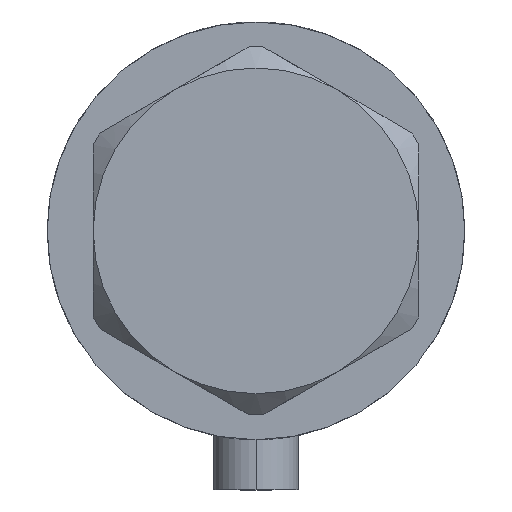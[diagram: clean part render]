
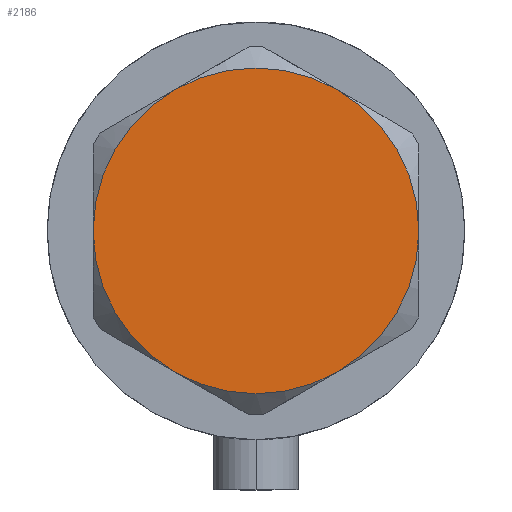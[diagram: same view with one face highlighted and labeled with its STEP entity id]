
A CAD part, left-side view. The second image highlights one B-rep face of the part: STEP entity #2186.
In plain terms, the highlighted face is planar.
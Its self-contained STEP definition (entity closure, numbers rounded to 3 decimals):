
#128 = CARTESIAN_POINT ( 'NONE',  ( -23., 0., 13. ) ) ;
#202 = VERTEX_POINT ( 'NONE', #3518 ) ;
#278 = CIRCLE ( 'NONE', #1992, 23. ) ;
#289 = CARTESIAN_POINT ( 'NONE',  ( 0., 0., 13. ) ) ;
#450 = DIRECTION ( 'NONE',  ( 1., 0., 0. ) ) ;
#516 = AXIS2_PLACEMENT_3D ( 'NONE', #3434, #4163, #450 ) ;
#518 = CARTESIAN_POINT ( 'NONE',  ( 0., 0., 13. ) ) ;
#520 = ORIENTED_EDGE ( 'NONE', *, *, #854, .T. ) ;
#765 = CARTESIAN_POINT ( 'NONE',  ( 0., 0., 13. ) ) ;
#854 = EDGE_CURVE ( 'NONE', #976, #4582, #2985, .T. ) ;
#867 = CARTESIAN_POINT ( 'NONE',  ( -11.5, -19.919, 13. ) ) ;
#908 = CIRCLE ( 'NONE', #3084, 23. ) ;
#926 = ORIENTED_EDGE ( 'NONE', *, *, #2741, .T. ) ;
#976 = VERTEX_POINT ( 'NONE', #4547 ) ;
#1018 = ORIENTED_EDGE ( 'NONE', *, *, #4592, .T. ) ;
#1148 = DIRECTION ( 'NONE',  ( 0., 0., 1. ) ) ;
#1181 = DIRECTION ( 'NONE',  ( 0., 0., 1. ) ) ;
#1334 = ORIENTED_EDGE ( 'NONE', *, *, #4063, .T. ) ;
#1422 = DIRECTION ( 'NONE',  ( 0., 0., 1. ) ) ;
#1589 = FACE_OUTER_BOUND ( 'NONE', #4677, .T. ) ;
#1726 = VERTEX_POINT ( 'NONE', #1768 ) ;
#1768 = CARTESIAN_POINT ( 'NONE',  ( 23., 0., 13. ) ) ;
#1779 = VERTEX_POINT ( 'NONE', #867 ) ;
#1818 = DIRECTION ( 'NONE',  ( 1., 0., 0. ) ) ;
#1914 = EDGE_CURVE ( 'NONE', #1779, #202, #2221, .T. ) ;
#1992 = AXIS2_PLACEMENT_3D ( 'NONE', #765, #2552, #4021 ) ;
#2002 = CIRCLE ( 'NONE', #3782, 23. ) ;
#2023 = ORIENTED_EDGE ( 'NONE', *, *, #4772, .T. ) ;
#2026 = DIRECTION ( 'NONE',  ( 1., 0., 0. ) ) ;
#2186 = ADVANCED_FACE ( 'NONE', ( #1589 ), #3780, .T. ) ;
#2221 = CIRCLE ( 'NONE', #2460, 23. ) ;
#2391 = CARTESIAN_POINT ( 'NONE',  ( 0., 0., 13. ) ) ;
#2460 = AXIS2_PLACEMENT_3D ( 'NONE', #2391, #1181, #2026 ) ;
#2526 = ORIENTED_EDGE ( 'NONE', *, *, #1914, .T. ) ;
#2547 = CIRCLE ( 'NONE', #2621, 23. ) ;
#2552 = DIRECTION ( 'NONE',  ( 0., 0., 1. ) ) ;
#2621 = AXIS2_PLACEMENT_3D ( 'NONE', #518, #4485, #2661 ) ;
#2644 = DIRECTION ( 'NONE',  ( 1., 0., 0. ) ) ;
#2655 = DIRECTION ( 'NONE',  ( 1., 0., 0. ) ) ;
#2661 = DIRECTION ( 'NONE',  ( 1., 0., 0. ) ) ;
#2741 = EDGE_CURVE ( 'NONE', #1726, #3530, #2002, .T. ) ;
#2776 = CARTESIAN_POINT ( 'NONE',  ( 11.5, 19.919, 13. ) ) ;
#2965 = CARTESIAN_POINT ( 'NONE',  ( 0., 0., 13. ) ) ;
#2985 = CIRCLE ( 'NONE', #4604, 23. ) ;
#3084 = AXIS2_PLACEMENT_3D ( 'NONE', #289, #1422, #1818 ) ;
#3434 = CARTESIAN_POINT ( 'NONE',  ( 0., 0., 13. ) ) ;
#3518 = CARTESIAN_POINT ( 'NONE',  ( 11.5, -19.919, 13. ) ) ;
#3530 = VERTEX_POINT ( 'NONE', #2776 ) ;
#3719 = DIRECTION ( 'NONE',  ( 0., 0., 1. ) ) ;
#3780 = PLANE ( 'NONE',  #516 ) ;
#3782 = AXIS2_PLACEMENT_3D ( 'NONE', #2965, #3719, #2655 ) ;
#4021 = DIRECTION ( 'NONE',  ( 1., 0., 0. ) ) ;
#4063 = EDGE_CURVE ( 'NONE', #3530, #976, #278, .T. ) ;
#4163 = DIRECTION ( 'NONE',  ( 0., 0., 1. ) ) ;
#4466 = CARTESIAN_POINT ( 'NONE',  ( 0., 0., 13. ) ) ;
#4485 = DIRECTION ( 'NONE',  ( 0., 0., 1. ) ) ;
#4547 = CARTESIAN_POINT ( 'NONE',  ( -11.5, 19.919, 13. ) ) ;
#4582 = VERTEX_POINT ( 'NONE', #128 ) ;
#4592 = EDGE_CURVE ( 'NONE', #202, #1726, #2547, .T. ) ;
#4604 = AXIS2_PLACEMENT_3D ( 'NONE', #4466, #1148, #2644 ) ;
#4677 = EDGE_LOOP ( 'NONE', ( #1018, #926, #1334, #520, #2023, #2526 ) ) ;
#4772 = EDGE_CURVE ( 'NONE', #4582, #1779, #908, .T. ) ;
